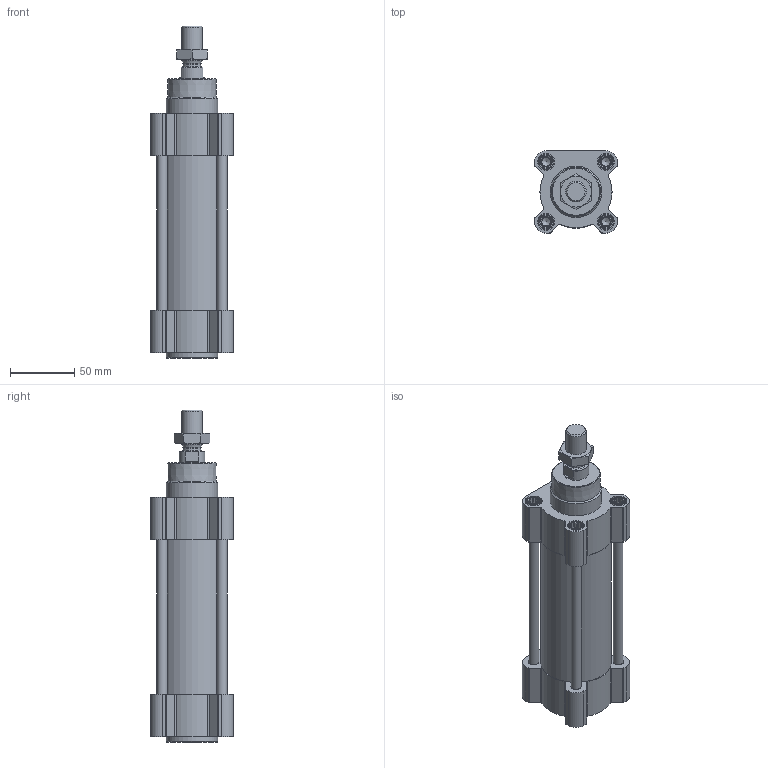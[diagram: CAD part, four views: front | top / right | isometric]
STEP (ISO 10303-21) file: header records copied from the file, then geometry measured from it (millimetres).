
FILE_DESCRIPTION(/* description */ ('STEP AP214'),/* implementation_level */ '2;1');
FILE_NAME(/* name */ '1646712_DSBG-50-80-PPVA-N3',/* time_stamp */ '2024-08-21T14:14:40+02:00',/* author */ ('License CC BY-ND 4.0'),/* organization */ ('CADENAS'),/* preprocessor_version */ 'ST-DEVELOPER v19.3',/* originating_system */ 'PARTsolutions',/* authorisation */ ' ');
FILE_SCHEMA (('AUTOMOTIVE_DESIGN {1 0 10303 214 3 1 1}'));
Length unit declared in the file: millimetre
Products named in the file (4): 1646712 DSBG-50-80-PPVA-N3---(0); 1646707 DSBG--50-80-PPVA000_(Z_0); 1646707 DSBG-50-80_(K); DIN-439-B - M16x1.5(F)
Assembly tree (3 placements, depth 2):
  1646712 DSBG-50-80-PPVA-N3---(0)
    1646707 DSBG--50-80-PPVA000_(Z_0)
    1646707 DSBG-50-80_(K)
    DIN-439-B - M16x1.5(F)
Bounding box: 64 x 64 x 257.8 mm (x, y, z)
Volume: 438235.6 mm3; surface area: 127832.4 mm2
Topology: 3 solids, 3 shells, 434 faces, 1119 edges, 728 vertices
Faces by surface type: plane 284, cylinder 92, cone 54, torus 4
Full cylindrical faces by diameter (mm): 4.459 x2, 6.647 x8, 8 x14, 8.8 x2, 11.445 x2, 12 x8, 13.2 x8, 13.9 x1, 14.376 x1, 16 x1, 20 x2, 40 x2, 50 x2, 55 x1
Entity records: 15525 total; most frequent: CARTESIAN_POINT 2823, ORIENTED_EDGE 1968, DIRECTION 1867, EDGE_CURVE 984, VERTEX_POINT 711, AXIS2_PLACEMENT_3D 666, FACE_BOUND 601, EDGE_LOOP 593
